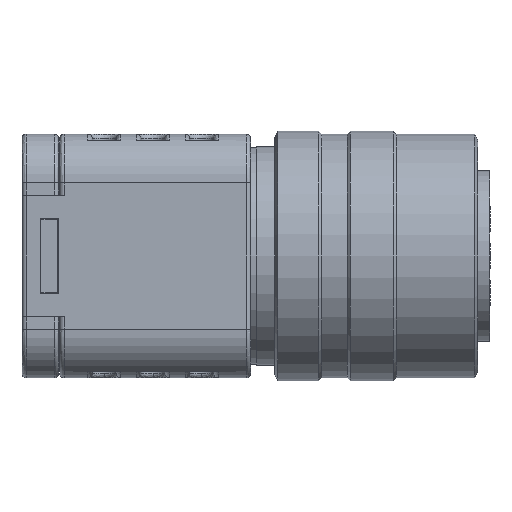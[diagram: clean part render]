
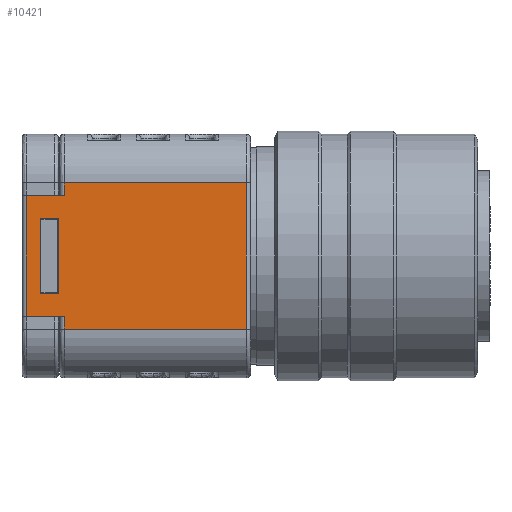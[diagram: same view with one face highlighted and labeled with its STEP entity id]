
A CAD part, left-side view. The second image highlights one B-rep face of the part: STEP entity #10421.
In plain terms, the highlighted planar face has unit normal (-1, 0, 0).
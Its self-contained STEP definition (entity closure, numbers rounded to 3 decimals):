
#26 = VECTOR ( 'NONE', #5097, 1000. ) ;
#37 = DIRECTION ( 'NONE',  ( 0., 0., -1. ) ) ;
#237 = DIRECTION ( 'NONE',  ( 0., 0., 1. ) ) ;
#257 = CARTESIAN_POINT ( 'NONE',  ( -10., 15.3, 6. ) ) ;
#315 = EDGE_CURVE ( 'NONE', #3747, #10652, #2531, .T. ) ;
#394 = CARTESIAN_POINT ( 'NONE',  ( -10., 0., 6. ) ) ;
#534 = DIRECTION ( 'NONE',  ( 0., 0., -1. ) ) ;
#556 = EDGE_CURVE ( 'NONE', #11524, #6944, #7558, .T. ) ;
#557 = DIRECTION ( 'NONE',  ( -1., 0., 0. ) ) ;
#584 = LINE ( 'NONE', #257, #5384 ) ;
#608 = CARTESIAN_POINT ( 'NONE',  ( -10., 0., -4.95 ) ) ;
#713 = VECTOR ( 'NONE', #5647, 1000. ) ;
#781 = LINE ( 'NONE', #608, #5580 ) ;
#828 = CARTESIAN_POINT ( 'NONE',  ( -10., 18.4, -4.95 ) ) ;
#952 = EDGE_CURVE ( 'NONE', #3747, #5399, #4344, .T. ) ;
#1152 = EDGE_CURVE ( 'NONE', #10652, #3788, #9302, .T. ) ;
#1516 = CARTESIAN_POINT ( 'NONE',  ( -10., 0., -6. ) ) ;
#1616 = EDGE_CURVE ( 'NONE', #1660, #7342, #6347, .T. ) ;
#1660 = VERTEX_POINT ( 'NONE', #2603 ) ;
#1965 = CARTESIAN_POINT ( 'NONE',  ( -10., 0.35, -6. ) ) ;
#2325 = ORIENTED_EDGE ( 'NONE', *, *, #7121, .T. ) ;
#2531 = LINE ( 'NONE', #3950, #2810 ) ;
#2603 = CARTESIAN_POINT ( 'NONE',  ( -10., 15.3, 4.95 ) ) ;
#2669 = CARTESIAN_POINT ( 'NONE',  ( -10., 17.25, -3.05 ) ) ;
#2791 = DIRECTION ( 'NONE',  ( 0., 1., 0. ) ) ;
#2805 = VECTOR ( 'NONE', #4224, 1000. ) ;
#2810 = VECTOR ( 'NONE', #6064, 1000. ) ;
#2889 = LINE ( 'NONE', #1516, #9776 ) ;
#2925 = CARTESIAN_POINT ( 'NONE',  ( -10., 15.75, 0. ) ) ;
#3074 = ORIENTED_EDGE ( 'NONE', *, *, #4859, .T. ) ;
#3346 = ORIENTED_EDGE ( 'NONE', *, *, #4520, .T. ) ;
#3535 = EDGE_CURVE ( 'NONE', #7342, #8615, #9393, .T. ) ;
#3630 = EDGE_LOOP ( 'NONE', ( #8883, #3801, #6408, #5881, #3346, #2325, #9773, #9084 ) ) ;
#3747 = VERTEX_POINT ( 'NONE', #7308 ) ;
#3788 = VERTEX_POINT ( 'NONE', #9511 ) ;
#3801 = ORIENTED_EDGE ( 'NONE', *, *, #1616, .T. ) ;
#3889 = CARTESIAN_POINT ( 'NONE',  ( -10., 15.3, -6. ) ) ;
#3950 = CARTESIAN_POINT ( 'NONE',  ( -10., 0., -3.05 ) ) ;
#4224 = DIRECTION ( 'NONE',  ( 0., 0., -1. ) ) ;
#4232 = AXIS2_PLACEMENT_3D ( 'NONE', #5963, #557, #6841 ) ;
#4344 = LINE ( 'NONE', #2925, #5825 ) ;
#4408 = FACE_OUTER_BOUND ( 'NONE', #3630, .T. ) ;
#4474 = VERTEX_POINT ( 'NONE', #3889 ) ;
#4520 = EDGE_CURVE ( 'NONE', #6703, #4474, #584, .T. ) ;
#4557 = VECTOR ( 'NONE', #237, 1000. ) ;
#4637 = VECTOR ( 'NONE', #37, 1000. ) ;
#4859 = EDGE_CURVE ( 'NONE', #3788, #5399, #10272, .T. ) ;
#5013 = ORIENTED_EDGE ( 'NONE', *, *, #1152, .T. ) ;
#5097 = DIRECTION ( 'NONE',  ( 0., 0., 1. ) ) ;
#5137 = DIRECTION ( 'NONE',  ( 0., -1., 0. ) ) ;
#5384 = VECTOR ( 'NONE', #534, 1000. ) ;
#5399 = VERTEX_POINT ( 'NONE', #6500 ) ;
#5483 = CARTESIAN_POINT ( 'NONE',  ( -10., 18.4, 6. ) ) ;
#5580 = VECTOR ( 'NONE', #5980, 1000. ) ;
#5647 = DIRECTION ( 'NONE',  ( 0., -1., 0. ) ) ;
#5825 = VECTOR ( 'NONE', #7388, 1000. ) ;
#5881 = ORIENTED_EDGE ( 'NONE', *, *, #7089, .T. ) ;
#5963 = CARTESIAN_POINT ( 'NONE',  ( -10., 0., 6. ) ) ;
#5980 = DIRECTION ( 'NONE',  ( 0., -1., 0. ) ) ;
#6064 = DIRECTION ( 'NONE',  ( 0., 1., 0. ) ) ;
#6299 = CARTESIAN_POINT ( 'NONE',  ( -10., 0., 4.95 ) ) ;
#6347 = LINE ( 'NONE', #6299, #9993 ) ;
#6408 = ORIENTED_EDGE ( 'NONE', *, *, #3535, .T. ) ;
#6500 = CARTESIAN_POINT ( 'NONE',  ( -10., 15.75, 3.05 ) ) ;
#6703 = VERTEX_POINT ( 'NONE', #10572 ) ;
#6841 = DIRECTION ( 'NONE',  ( 0., 0., 1. ) ) ;
#6896 = CARTESIAN_POINT ( 'NONE',  ( -10., 0.35, 6. ) ) ;
#6944 = VERTEX_POINT ( 'NONE', #10277 ) ;
#7089 = EDGE_CURVE ( 'NONE', #8615, #6703, #781, .T. ) ;
#7121 = EDGE_CURVE ( 'NONE', #4474, #10212, #2889, .T. ) ;
#7308 = CARTESIAN_POINT ( 'NONE',  ( -10., 15.75, -3.05 ) ) ;
#7342 = VERTEX_POINT ( 'NONE', #10841 ) ;
#7388 = DIRECTION ( 'NONE',  ( 0., 0., 1. ) ) ;
#7558 = LINE ( 'NONE', #394, #9686 ) ;
#7563 = LINE ( 'NONE', #9578, #2805 ) ;
#7689 = PLANE ( 'NONE',  #4232 ) ;
#8284 = CARTESIAN_POINT ( 'NONE',  ( -10., 15.75, 3.05 ) ) ;
#8352 = ORIENTED_EDGE ( 'NONE', *, *, #315, .T. ) ;
#8570 = EDGE_LOOP ( 'NONE', ( #5013, #3074, #9694, #8352 ) ) ;
#8615 = VERTEX_POINT ( 'NONE', #828 ) ;
#8657 = CARTESIAN_POINT ( 'NONE',  ( -10., 0.35, 6. ) ) ;
#8883 = ORIENTED_EDGE ( 'NONE', *, *, #10913, .T. ) ;
#8973 = EDGE_CURVE ( 'NONE', #10212, #11524, #9580, .T. ) ;
#9084 = ORIENTED_EDGE ( 'NONE', *, *, #556, .T. ) ;
#9302 = LINE ( 'NONE', #11508, #4557 ) ;
#9350 = DIRECTION ( 'NONE',  ( 0., 1., 0. ) ) ;
#9393 = LINE ( 'NONE', #5483, #4637 ) ;
#9511 = CARTESIAN_POINT ( 'NONE',  ( -10., 17.25, 3.05 ) ) ;
#9578 = CARTESIAN_POINT ( 'NONE',  ( -10., 15.3, 6. ) ) ;
#9580 = LINE ( 'NONE', #6896, #26 ) ;
#9686 = VECTOR ( 'NONE', #9350, 1000. ) ;
#9694 = ORIENTED_EDGE ( 'NONE', *, *, #952, .F. ) ;
#9773 = ORIENTED_EDGE ( 'NONE', *, *, #8973, .T. ) ;
#9776 = VECTOR ( 'NONE', #5137, 1000. ) ;
#9993 = VECTOR ( 'NONE', #2791, 1000. ) ;
#10212 = VERTEX_POINT ( 'NONE', #1965 ) ;
#10272 = LINE ( 'NONE', #8284, #713 ) ;
#10277 = CARTESIAN_POINT ( 'NONE',  ( -10., 15.3, 6. ) ) ;
#10421 = ADVANCED_FACE ( 'NONE', ( #11196, #4408 ), #7689, .T. ) ;
#10572 = CARTESIAN_POINT ( 'NONE',  ( -10., 15.3, -4.95 ) ) ;
#10652 = VERTEX_POINT ( 'NONE', #2669 ) ;
#10841 = CARTESIAN_POINT ( 'NONE',  ( -10., 18.4, 4.95 ) ) ;
#10913 = EDGE_CURVE ( 'NONE', #6944, #1660, #7563, .T. ) ;
#11196 = FACE_BOUND ( 'NONE', #8570, .T. ) ;
#11508 = CARTESIAN_POINT ( 'NONE',  ( -10., 17.25, 6. ) ) ;
#11524 = VERTEX_POINT ( 'NONE', #8657 ) ;
